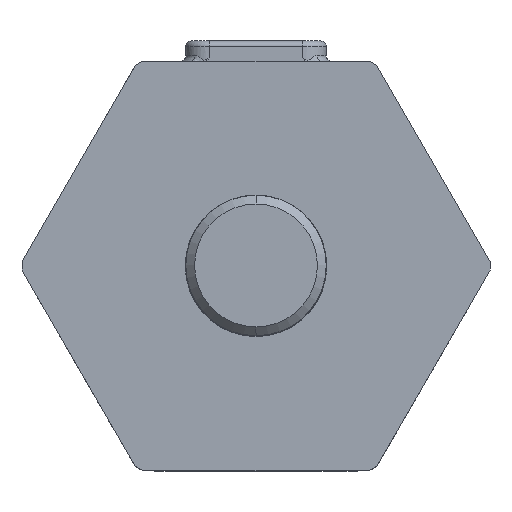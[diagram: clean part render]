
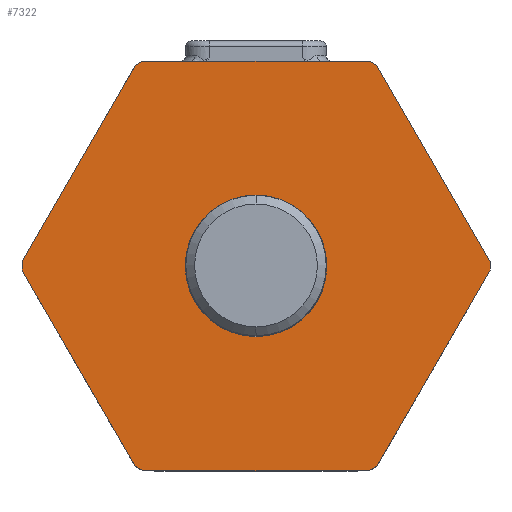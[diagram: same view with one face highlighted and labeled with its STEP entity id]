
A CAD part, top view. The second image highlights one B-rep face of the part: STEP entity #7322.
In plain terms, the highlighted planar face has unit normal (0, 0, 1).
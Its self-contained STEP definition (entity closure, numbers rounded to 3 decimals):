
#1=DIRECTION('',(-0.866,-0.5,0.));
#2=VECTOR('',#1,1.436);
#3=CARTESIAN_POINT('',(-19.378,35.,61.7));
#4=LINE('',#3,#2);
#9=CARTESIAN_POINT('',(0.,0.,61.7));
#10=DIRECTION('',(0.,0.,-1.));
#11=DIRECTION('',(-1.,0.,0.));
#12=AXIS2_PLACEMENT_3D('',#9,#10,#11);
#14=CARTESIAN_POINT('',(0.,0.,61.7));
#15=DIRECTION('',(0.,0.,-1.));
#16=DIRECTION('',(1.,0.,0.));
#17=AXIS2_PLACEMENT_3D('',#14,#15,#16);
#37=DIRECTION('',(-1.,0.,0.));
#38=VECTOR('',#37,38.756);
#39=CARTESIAN_POINT('',(19.378,35.,61.7));
#40=LINE('',#39,#38);
#728=DIRECTION('',(-0.5,-0.866,0.));
#729=VECTOR('',#728,38.756);
#730=CARTESIAN_POINT('',(-20.622,34.282,61.7));
#731=LINE('',#730,#729);
#736=DIRECTION('',(0.,-1.,0.));
#737=VECTOR('',#736,1.436);
#738=CARTESIAN_POINT('',(-40.,0.718,61.7));
#739=LINE('',#738,#737);
#756=DIRECTION('',(0.5,-0.866,0.));
#757=VECTOR('',#756,38.756);
#758=CARTESIAN_POINT('',(-40.,-0.718,61.7));
#759=LINE('',#758,#757);
#785=DIRECTION('',(0.866,-0.5,0.));
#786=VECTOR('',#785,1.436);
#787=CARTESIAN_POINT('',(-20.622,-34.282,61.7));
#788=LINE('',#787,#786);
#966=DIRECTION('',(1.,0.,0.));
#967=VECTOR('',#966,38.756);
#968=CARTESIAN_POINT('',(-19.378,-35.,61.7));
#969=LINE('',#968,#967);
#2996=DIRECTION('',(0.866,0.5,0.));
#2997=VECTOR('',#2996,1.436);
#2998=CARTESIAN_POINT('',(19.378,-35.,61.7));
#2999=LINE('',#2998,#2997);
#3000=DIRECTION('',(0.5,0.866,0.));
#3001=VECTOR('',#3000,38.756);
#3002=CARTESIAN_POINT('',(20.622,-34.282,61.7));
#3003=LINE('',#3002,#3001);
#3008=DIRECTION('',(0.,1.,0.));
#3009=VECTOR('',#3008,1.436);
#3010=CARTESIAN_POINT('',(40.,-0.718,61.7));
#3011=LINE('',#3010,#3009);
#3028=DIRECTION('',(-0.5,0.866,0.));
#3029=VECTOR('',#3028,38.756);
#3030=CARTESIAN_POINT('',(40.,0.718,61.7));
#3031=LINE('',#3030,#3029);
#3036=DIRECTION('',(-0.866,0.5,0.));
#3037=VECTOR('',#3036,1.436);
#3038=CARTESIAN_POINT('',(20.622,34.282,61.7));
#3039=LINE('',#3038,#3037);
#6392=CARTESIAN_POINT('',(-19.378,35.,61.7));
#6393=CARTESIAN_POINT('',(-20.622,34.282,61.7));
#6394=VERTEX_POINT('',#6392);
#6395=VERTEX_POINT('',#6393);
#6396=CARTESIAN_POINT('',(-40.,0.718,61.7));
#6397=VERTEX_POINT('',#6396);
#6398=CARTESIAN_POINT('',(-40.,-0.718,61.7));
#6399=VERTEX_POINT('',#6398);
#6400=CARTESIAN_POINT('',(-20.622,-34.282,61.7));
#6401=VERTEX_POINT('',#6400);
#6402=CARTESIAN_POINT('',(-19.378,-35.,61.7));
#6403=VERTEX_POINT('',#6402);
#6404=CARTESIAN_POINT('',(19.378,-35.,61.7));
#6405=VERTEX_POINT('',#6404);
#6406=CARTESIAN_POINT('',(20.622,-34.282,61.7));
#6407=VERTEX_POINT('',#6406);
#6408=CARTESIAN_POINT('',(40.,-0.718,61.7));
#6409=VERTEX_POINT('',#6408);
#6410=CARTESIAN_POINT('',(40.,0.718,61.7));
#6411=VERTEX_POINT('',#6410);
#6412=CARTESIAN_POINT('',(20.622,34.282,61.7));
#6413=VERTEX_POINT('',#6412);
#6414=CARTESIAN_POINT('',(19.378,35.,61.7));
#6415=VERTEX_POINT('',#6414);
#6637=CARTESIAN_POINT('',(-12.1,0.,61.7));
#6638=CARTESIAN_POINT('',(12.1,0.,61.7));
#6639=VERTEX_POINT('',#6637);
#6640=VERTEX_POINT('',#6638);
#7286=CARTESIAN_POINT('',(50.,-50.,61.7));
#7287=DIRECTION('',(0.,0.,-1.));
#7288=DIRECTION('',(-1.,0.,0.));
#7289=AXIS2_PLACEMENT_3D('',#7286,#7287,#7288);
#7290=PLANE('',#7289);
#7291=ORIENTED_EDGE('',*,*,#7275,.F.);
#7293=ORIENTED_EDGE('',*,*,#7292,.F.);
#7295=ORIENTED_EDGE('',*,*,#7294,.F.);
#7297=ORIENTED_EDGE('',*,*,#7296,.F.);
#7299=ORIENTED_EDGE('',*,*,#7298,.F.);
#7301=ORIENTED_EDGE('',*,*,#7300,.F.);
#7303=ORIENTED_EDGE('',*,*,#7302,.F.);
#7305=ORIENTED_EDGE('',*,*,#7304,.F.);
#7307=ORIENTED_EDGE('',*,*,#7306,.F.);
#7309=ORIENTED_EDGE('',*,*,#7308,.F.);
#7311=ORIENTED_EDGE('',*,*,#7310,.F.);
#7313=ORIENTED_EDGE('',*,*,#7312,.F.);
#7314=EDGE_LOOP('',(#7291,#7293,#7295,#7297,#7299,#7301,#7303,#7305,#7307,#7309,
#7311,#7313));
#7315=FACE_OUTER_BOUND('',#7314,.F.);
#7317=ORIENTED_EDGE('',*,*,#7316,.F.);
#7319=ORIENTED_EDGE('',*,*,#7318,.F.);
#7320=EDGE_LOOP('',(#7317,#7319));
#7321=FACE_BOUND('',#7320,.F.);
#7322=ADVANCED_FACE('',(#7315,#7321),#7290,.F.);
#13=CIRCLE('',#12,12.1);
#18=CIRCLE('',#17,12.1);
#7275=EDGE_CURVE('',#6394,#6395,#4,.T.);
#7292=EDGE_CURVE('',#6415,#6394,#40,.T.);
#7294=EDGE_CURVE('',#6413,#6415,#3039,.T.);
#7296=EDGE_CURVE('',#6411,#6413,#3031,.T.);
#7298=EDGE_CURVE('',#6409,#6411,#3011,.T.);
#7300=EDGE_CURVE('',#6407,#6409,#3003,.T.);
#7302=EDGE_CURVE('',#6405,#6407,#2999,.T.);
#7304=EDGE_CURVE('',#6403,#6405,#969,.T.);
#7306=EDGE_CURVE('',#6401,#6403,#788,.T.);
#7308=EDGE_CURVE('',#6399,#6401,#759,.T.);
#7310=EDGE_CURVE('',#6397,#6399,#739,.T.);
#7312=EDGE_CURVE('',#6395,#6397,#731,.T.);
#7316=EDGE_CURVE('',#6639,#6640,#13,.T.);
#7318=EDGE_CURVE('',#6640,#6639,#18,.T.);
